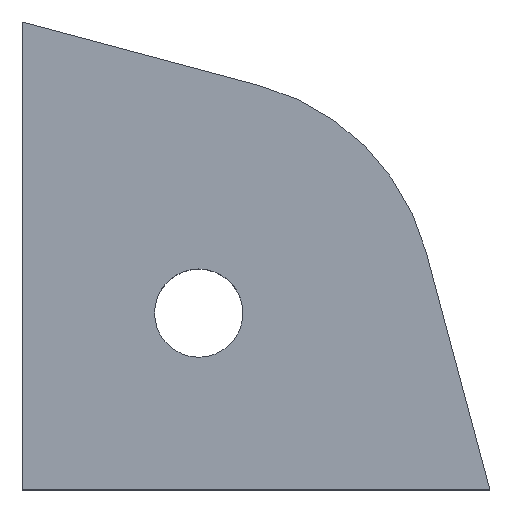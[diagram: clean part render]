
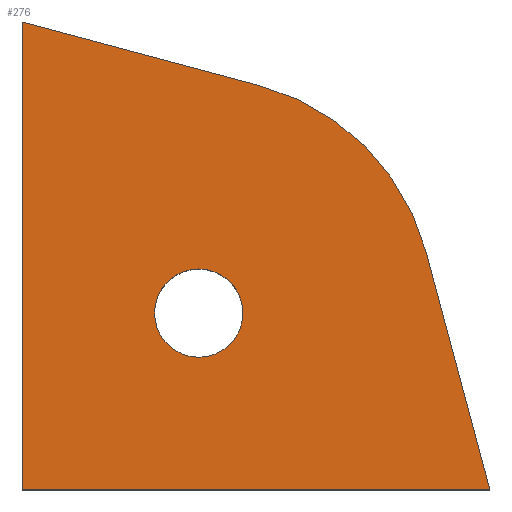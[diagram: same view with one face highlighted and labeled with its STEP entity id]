
A CAD part, top view. The second image highlights one B-rep face of the part: STEP entity #276.
In plain terms, the highlighted planar face has unit normal (0, 0, 1).
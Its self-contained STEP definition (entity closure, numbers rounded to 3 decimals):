
#42=CARTESIAN_POINT('Vertex',(0.,0.,6.)) ;
#56=CARTESIAN_POINT('Vertex',(15.89,0.,6.)) ;
#59=CARTESIAN_POINT('Line Origine',(7.945,0.,6.)) ;
#87=CARTESIAN_POINT('Vertex',(13.727,8.071,6.)) ;
#90=CARTESIAN_POINT('Line Origine',(14.809,4.035,6.)) ;
#118=CARTESIAN_POINT('Vertex',(8.071,13.727,6.)) ;
#121=CARTESIAN_POINT('Axis2P3D Location',(6.,6.,6.)) ;
#149=CARTESIAN_POINT('Vertex',(0.,15.89,6.)) ;
#152=CARTESIAN_POINT('Line Origine',(4.035,14.809,6.)) ;
#174=CARTESIAN_POINT('Line Origine',(0.,7.945,6.)) ;
#191=CARTESIAN_POINT('Axis2P3D Location',(6.,6.,6.)) ;
#195=CARTESIAN_POINT('Vertex',(4.5,6.,6.)) ;
#197=CARTESIAN_POINT('Vertex',(7.5,6.,6.)) ;
#226=CARTESIAN_POINT('Axis2P3D Location',(6.,6.,6.)) ;
#260=CARTESIAN_POINT('Axis2P3D Location',(0.,0.,6.)) ;
#61=VECTOR('Line Direction',#60,1.) ;
#92=VECTOR('Line Direction',#91,1.) ;
#154=VECTOR('Line Direction',#153,1.) ;
#176=VECTOR('Line Direction',#175,1.) ;
#60=DIRECTION('Vector Direction',(1.,0.,0.)) ;
#91=DIRECTION('Vector Direction',(-0.259,0.966,0.)) ;
#122=DIRECTION('Axis2P3D Direction',(0.,0.,1.)) ;
#153=DIRECTION('Vector Direction',(-0.966,0.259,0.)) ;
#175=DIRECTION('Vector Direction',(0.,-1.,0.)) ;
#192=DIRECTION('Axis2P3D Direction',(0.,0.,1.)) ;
#227=DIRECTION('Axis2P3D Direction',(0.,0.,1.)) ;
#261=DIRECTION('Axis2P3D Direction',(0.,0.,1.)) ;
#262=DIRECTION('Axis2P3D XDirection',(1.,0.,0.)) ;
#123=AXIS2_PLACEMENT_3D('Circle Axis2P3D',#121,#122,$) ;
#193=AXIS2_PLACEMENT_3D('Circle Axis2P3D',#191,#192,$) ;
#228=AXIS2_PLACEMENT_3D('Circle Axis2P3D',#226,#227,$) ;
#263=AXIS2_PLACEMENT_3D('Plane Axis2P3D',#260,#261,#262) ;
#62=LINE('Line',#59,#61) ;
#93=LINE('Line',#90,#92) ;
#155=LINE('Line',#152,#154) ;
#177=LINE('Line',#174,#176) ;
#124=CIRCLE('generated circle',#123,8.) ;
#194=CIRCLE('generated circle',#193,1.5) ;
#229=CIRCLE('generated circle',#228,1.5) ;
#264=PLANE('',#263) ;
#275=FACE_BOUND('',#272,.T.) ;
#63=EDGE_CURVE('',#43,#57,#62,.T.) ;
#94=EDGE_CURVE('',#57,#88,#93,.T.) ;
#125=EDGE_CURVE('',#88,#119,#124,.T.) ;
#156=EDGE_CURVE('',#119,#150,#155,.T.) ;
#178=EDGE_CURVE('',#150,#43,#177,.T.) ;
#199=EDGE_CURVE('',#196,#198,#194,.T.) ;
#230=EDGE_CURVE('',#198,#196,#229,.T.) ;
#266=ORIENTED_EDGE('',*,*,#63,.T.) ;
#267=ORIENTED_EDGE('',*,*,#94,.T.) ;
#268=ORIENTED_EDGE('',*,*,#125,.T.) ;
#269=ORIENTED_EDGE('',*,*,#156,.T.) ;
#270=ORIENTED_EDGE('',*,*,#178,.T.) ;
#273=ORIENTED_EDGE('',*,*,#199,.F.) ;
#274=ORIENTED_EDGE('',*,*,#230,.F.) ;
#265=EDGE_LOOP('',(#266,#267,#268,#269,#270)) ;
#272=EDGE_LOOP('',(#273,#274)) ;
#43=VERTEX_POINT('',#42) ;
#57=VERTEX_POINT('',#56) ;
#88=VERTEX_POINT('',#87) ;
#119=VERTEX_POINT('',#118) ;
#150=VERTEX_POINT('',#149) ;
#196=VERTEX_POINT('',#195) ;
#198=VERTEX_POINT('',#197) ;
#276=ADVANCED_FACE('PartBody',(#271,#275),#264,.T.) ;
#271=FACE_OUTER_BOUND('',#265,.T.) ;
